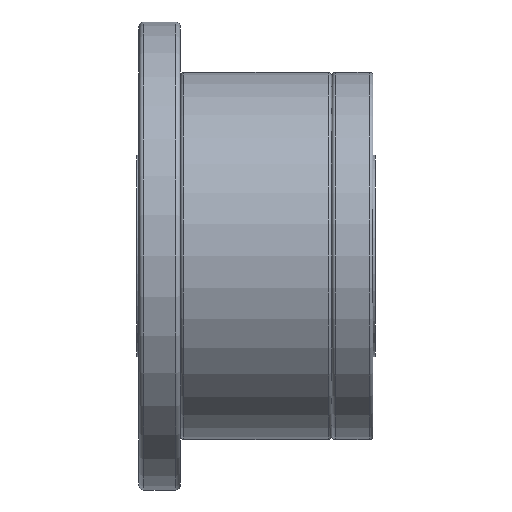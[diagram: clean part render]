
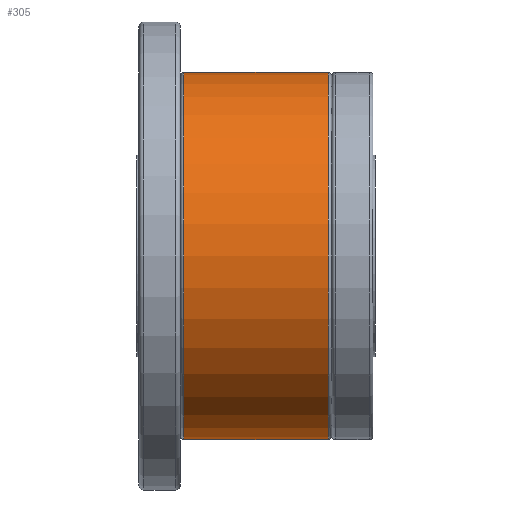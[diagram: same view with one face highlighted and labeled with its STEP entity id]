
A CAD part, front view. The second image highlights one B-rep face of the part: STEP entity #305.
In plain terms, the highlighted cylindrical face has radius 80 mm (diameter 160 mm), a partial arc.
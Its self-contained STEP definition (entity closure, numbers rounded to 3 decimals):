
#305=ADVANCED_FACE('',(#874),#875,.T.);
#874=FACE_OUTER_BOUND('',#1475,.T.);
#875=CYLINDRICAL_SURFACE('',#1476,80.0);
#1475=EDGE_LOOP('',(#3518,#3519,#3520,#3521,#3522,#3523));
#1476=AXIS2_PLACEMENT_3D('',#3524,#3525,#3526);
#3518=ORIENTED_EDGE('',*,*,#3647,.T.);
#3519=ORIENTED_EDGE('',*,*,#4280,.F.);
#3520=ORIENTED_EDGE('',*,*,#4279,.F.);
#3521=ORIENTED_EDGE('',*,*,#3649,.T.);
#3522=ORIENTED_EDGE('',*,*,#4278,.T.);
#3523=ORIENTED_EDGE('',*,*,#4277,.T.);
#3524=CARTESIAN_POINT('',(52.0,0.0,0.0));
#3525=DIRECTION('',(1.0,0.0,0.0));
#3526=DIRECTION('',(0.0,0.0,-1.0));
#3647=EDGE_CURVE('',#4317,#4318,#4319,.T.);
#3649=EDGE_CURVE('',#4322,#4320,#4323,.T.);
#4277=EDGE_CURVE('',#5371,#4317,#5372,.T.);
#4278=EDGE_CURVE('',#4320,#5371,#5373,.T.);
#4279=EDGE_CURVE('',#4322,#5374,#5375,.T.);
#4280=EDGE_CURVE('',#5374,#4318,#5376,.T.);
#4317=VERTEX_POINT('',#5421);
#4318=VERTEX_POINT('',#5422);
#4319=LINE('',#5423,#5424);
#4320=VERTEX_POINT('',#5425);
#4322=VERTEX_POINT('',#5427);
#4323=LINE('',#5428,#5429);
#5371=VERTEX_POINT('',#6876);
#5372=CIRCLE('',#6877,80.0);
#5373=CIRCLE('',#6878,80.0);
#5374=VERTEX_POINT('',#6879);
#5375=CIRCLE('',#6880,80.0);
#5376=CIRCLE('',#6881,80.0);
#5421=CARTESIAN_POINT('',(20.6,0.,-80.0));
#5422=CARTESIAN_POINT('',(83.4,0.,-80.0));
#5423=CARTESIAN_POINT('',(52.0,0.,-80.0));
#5424=VECTOR('',#6930,1.0);
#5425=CARTESIAN_POINT('',(20.6,0.,80.0));
#5427=CARTESIAN_POINT('',(83.4,0.,80.0));
#5428=CARTESIAN_POINT('',(52.0,0.,80.0));
#5429=VECTOR('',#6934,1.0);
#6876=CARTESIAN_POINT('',(20.6,-80.0,0.));
#6877=AXIS2_PLACEMENT_3D('',#8143,#8144,#8145);
#6878=AXIS2_PLACEMENT_3D('',#8146,#8147,#8148);
#6879=CARTESIAN_POINT('',(83.4,-80.0,0.0));
#6880=AXIS2_PLACEMENT_3D('',#8149,#8150,#8151);
#6881=AXIS2_PLACEMENT_3D('',#8152,#8153,#8154);
#6930=DIRECTION('',(1.0,0.0,0.0));
#6934=DIRECTION('',(-1.0,-0.0,-0.0));
#8143=CARTESIAN_POINT('',(20.6,0.,0.));
#8144=DIRECTION('',(1.0,0.0,0.0));
#8145=DIRECTION('',(0.0,0.0,-1.0));
#8146=CARTESIAN_POINT('',(20.6,0.,0.));
#8147=DIRECTION('',(1.0,0.0,0.0));
#8148=DIRECTION('',(0.0,0.0,-1.0));
#8149=CARTESIAN_POINT('',(83.4,0.,0.0));
#8150=DIRECTION('',(1.0,0.0,0.0));
#8151=DIRECTION('',(0.0,0.0,-1.0));
#8152=CARTESIAN_POINT('',(83.4,0.,0.0));
#8153=DIRECTION('',(1.0,0.0,0.0));
#8154=DIRECTION('',(0.0,0.0,-1.0));
